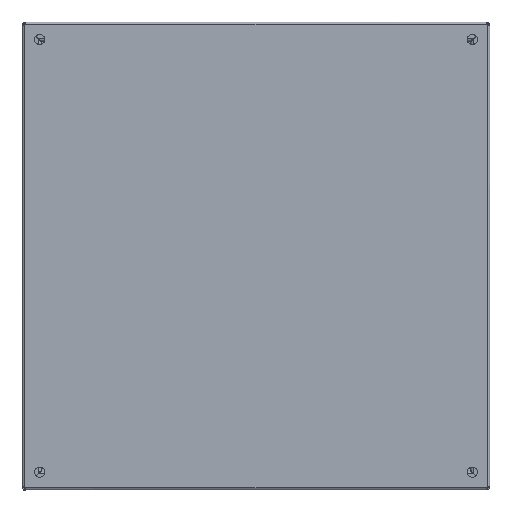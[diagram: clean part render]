
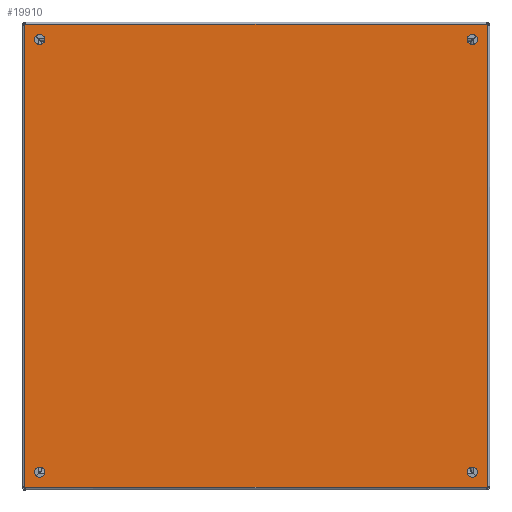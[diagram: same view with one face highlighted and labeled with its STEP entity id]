
A CAD part, top view. The second image highlights one B-rep face of the part: STEP entity #19910.
In plain terms, the highlighted face is planar.
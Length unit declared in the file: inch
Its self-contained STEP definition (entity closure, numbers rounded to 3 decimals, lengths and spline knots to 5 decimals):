
#15014=CARTESIAN_POINT('',(0.53125,0.75,0.0));
#15015=VERTEX_POINT('',#15014);
#15016=CARTESIAN_POINT('',(0.75,0.75,0.0));
#15017=DIRECTION('',(0.0,0.0,1.0));
#15018=DIRECTION('',(1.0,0.0,0.0));
#15019=AXIS2_PLACEMENT_3D('',#15016,#15017,#15018);
#15020=CIRCLE('',#15019,0.21875);
#15021=EDGE_CURVE('',#15015,#15015,#15020,.T.);
#15042=CARTESIAN_POINT('',(19.03125,0.75,0.0));
#15043=VERTEX_POINT('',#15042);
#15044=CARTESIAN_POINT('',(19.25,0.75,0.0));
#15045=DIRECTION('',(0.0,0.0,1.0));
#15046=DIRECTION('',(1.0,0.0,0.0));
#15047=AXIS2_PLACEMENT_3D('',#15044,#15045,#15046);
#15048=CIRCLE('',#15047,0.21875);
#15049=EDGE_CURVE('',#15043,#15043,#15048,.T.);
#15070=CARTESIAN_POINT('',(0.53125,19.25,0.0));
#15071=VERTEX_POINT('',#15070);
#15072=CARTESIAN_POINT('',(0.75,19.25,0.0));
#15073=DIRECTION('',(0.0,0.0,1.0));
#15074=DIRECTION('',(1.0,0.0,0.0));
#15075=AXIS2_PLACEMENT_3D('',#15072,#15073,#15074);
#15076=CIRCLE('',#15075,0.21875);
#15077=EDGE_CURVE('',#15071,#15071,#15076,.T.);
#15098=CARTESIAN_POINT('',(19.03125,19.25,0.0));
#15099=VERTEX_POINT('',#15098);
#15100=CARTESIAN_POINT('',(19.25,19.25,0.0));
#15101=DIRECTION('',(0.0,0.0,1.0));
#15102=DIRECTION('',(1.0,0.0,0.0));
#15103=AXIS2_PLACEMENT_3D('',#15100,#15101,#15102);
#15104=CIRCLE('',#15103,0.21875);
#15105=EDGE_CURVE('',#15099,#15099,#15104,.T.);
#18688=CARTESIAN_POINT('',(19.89475,19.88277,0.0));
#18689=VERTEX_POINT('',#18688);
#18786=CARTESIAN_POINT('',(19.89475,0.11723,0.0));
#18787=VERTEX_POINT('',#18786);
#18830=CARTESIAN_POINT('',(19.89475,19.88277,0.0));
#18831=DIRECTION('',(0.0,-1.0,0.0));
#18832=VECTOR('',#18831,19.76553);
#18833=LINE('',#18830,#18832);
#18834=EDGE_CURVE('',#18689,#18787,#18833,.T.);
#19005=CARTESIAN_POINT('',(0.11723,19.89475,0.0));
#19006=VERTEX_POINT('',#19005);
#19103=CARTESIAN_POINT('',(19.88277,19.89475,0.0));
#19104=VERTEX_POINT('',#19103);
#19147=CARTESIAN_POINT('',(0.11723,19.89475,0.0));
#19148=DIRECTION('',(1.0,0.0,0.0));
#19149=VECTOR('',#19148,19.76553);
#19150=LINE('',#19147,#19149);
#19151=EDGE_CURVE('',#19006,#19104,#19150,.T.);
#19318=CARTESIAN_POINT('',(0.10525,0.11723,0.0));
#19319=VERTEX_POINT('',#19318);
#19416=CARTESIAN_POINT('',(0.10525,19.88277,0.0));
#19417=VERTEX_POINT('',#19416);
#19460=CARTESIAN_POINT('',(0.10525,0.11723,0.0));
#19461=DIRECTION('',(0.0,1.0,0.0));
#19462=VECTOR('',#19461,19.76553);
#19463=LINE('',#19460,#19462);
#19464=EDGE_CURVE('',#19319,#19417,#19463,.T.);
#19631=CARTESIAN_POINT('',(19.88277,0.10525,0.0));
#19632=VERTEX_POINT('',#19631);
#19687=CARTESIAN_POINT('',(0.11723,0.10525,0.0));
#19688=VERTEX_POINT('',#19687);
#19702=CARTESIAN_POINT('',(19.88277,0.10525,0.0));
#19703=DIRECTION('',(-1.0,0.0,0.0));
#19704=VECTOR('',#19703,19.76553);
#19705=LINE('',#19702,#19704);
#19706=EDGE_CURVE('',#19632,#19688,#19705,.T.);
#19797=CARTESIAN_POINT('',(0.06211,0.06211,0.0));
#19798=DIRECTION('',(0.0,0.0,1.0));
#19799=DIRECTION('',(1.0,0.0,0.0));
#19800=AXIS2_PLACEMENT_3D('',#19797,#19798,#19799);
#19801=CIRCLE('',#19800,0.07);
#19802=EDGE_CURVE('',#19688,#19319,#19801,.T.);
#19859=CARTESIAN_POINT('',(19.93789,0.06211,0.0));
#19860=DIRECTION('',(0.0,0.0,1.0));
#19861=DIRECTION('',(1.0,0.0,0.0));
#19862=AXIS2_PLACEMENT_3D('',#19859,#19860,#19861);
#19863=CIRCLE('',#19862,0.07);
#19864=EDGE_CURVE('',#18787,#19632,#19863,.T.);
#19871=CARTESIAN_POINT('',(10.0,10.,0.0));
#19872=DIRECTION('',(0.0,0.0,1.0));
#19873=DIRECTION('',(1.0,0.0,0.0));
#19874=AXIS2_PLACEMENT_3D('',#19871,#19872,#19873);
#19875=PLANE('',#19874);
#19876=ORIENTED_EDGE('',*,*,#19706,.T.);
#19877=ORIENTED_EDGE('',*,*,#19802,.T.);
#19878=ORIENTED_EDGE('',*,*,#19464,.T.);
#19879=CARTESIAN_POINT('',(0.06211,19.93789,0.0));
#19880=DIRECTION('',(0.0,0.0,1.0));
#19881=DIRECTION('',(1.0,0.0,0.0));
#19882=AXIS2_PLACEMENT_3D('',#19879,#19880,#19881);
#19883=CIRCLE('',#19882,0.07);
#19884=EDGE_CURVE('',#19417,#19006,#19883,.T.);
#19885=ORIENTED_EDGE('',*,*,#19884,.T.);
#19886=ORIENTED_EDGE('',*,*,#19151,.T.);
#19887=CARTESIAN_POINT('',(19.93789,19.93789,0.0));
#19888=DIRECTION('',(0.0,0.0,1.0));
#19889=DIRECTION('',(1.0,0.0,0.0));
#19890=AXIS2_PLACEMENT_3D('',#19887,#19888,#19889);
#19891=CIRCLE('',#19890,0.07);
#19892=EDGE_CURVE('',#19104,#18689,#19891,.T.);
#19893=ORIENTED_EDGE('',*,*,#19892,.T.);
#19894=ORIENTED_EDGE('',*,*,#18834,.T.);
#19895=ORIENTED_EDGE('',*,*,#19864,.T.);
#19896=EDGE_LOOP('',(#19876,#19877,#19878,#19885,#19886,#19893,#19894,#19895));
#19897=FACE_OUTER_BOUND('',#19896,.T.);
#19898=ORIENTED_EDGE('',*,*,#15021,.T.);
#19899=EDGE_LOOP('',(#19898));
#19900=FACE_BOUND('',#19899,.T.);
#19901=ORIENTED_EDGE('',*,*,#15049,.T.);
#19902=EDGE_LOOP('',(#19901));
#19903=FACE_BOUND('',#19902,.T.);
#19904=ORIENTED_EDGE('',*,*,#15077,.T.);
#19905=EDGE_LOOP('',(#19904));
#19906=FACE_BOUND('',#19905,.T.);
#19907=ORIENTED_EDGE('',*,*,#15105,.T.);
#19908=EDGE_LOOP('',(#19907));
#19909=FACE_BOUND('',#19908,.T.);
#19910=ADVANCED_FACE('',(#19897,#19900,#19903,#19906,#19909),#19875,.F.);
